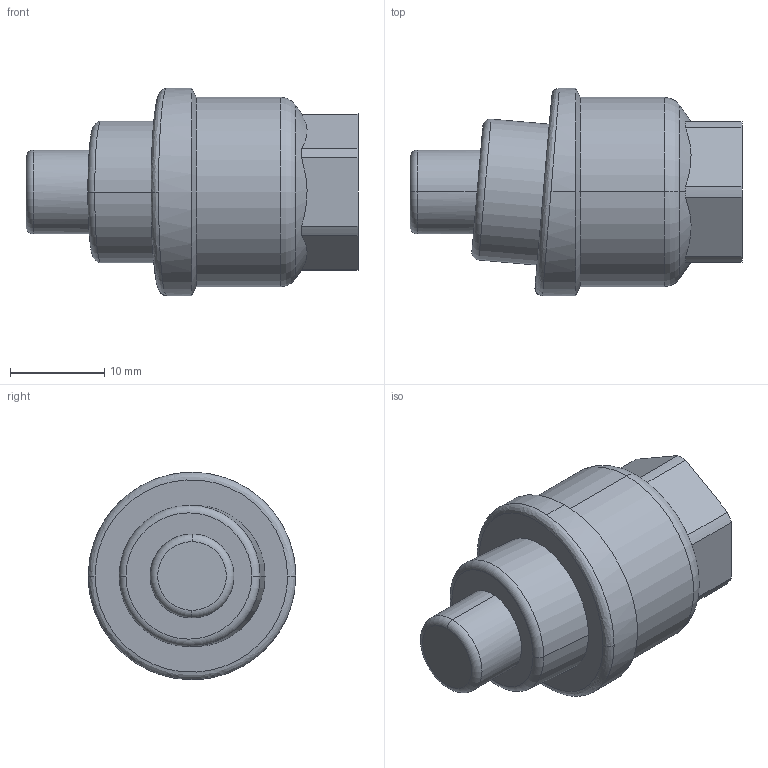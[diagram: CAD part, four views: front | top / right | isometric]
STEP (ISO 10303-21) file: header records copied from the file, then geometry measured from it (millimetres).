
FILE_DESCRIPTION (( 'STEP AP203' ), '1' );
FILE_NAME ('expencer_241007.STEP', '2024-12-12T07:56:15', ( '' ), ( '' ), 'SwSTEP 2.0', 'SolidWorks 2022', '' );
FILE_SCHEMA (( 'CONFIG_CONTROL_DESIGN' ));
Length unit declared in the file: millimetre
Products named in the file (1): expencer_241007
Bounding box: 35.22 x 22 x 22 mm (x, y, z)
Volume: 7753.8 mm3; surface area: 2416.2 mm2
Topology: 1 solids, 1 shells, 37 faces, 86 edges, 53 vertices
Faces by surface type: cylinder 15, plane 10, torus 6, cone 4, bspline 2
Entity records: 1262 total; most frequent: CARTESIAN_POINT 349, DIRECTION 185, ORIENTED_EDGE 172, EDGE_CURVE 86, AXIS2_PLACEMENT_3D 77, VERTEX_POINT 53, CIRCLE 41, EDGE_LOOP 39
